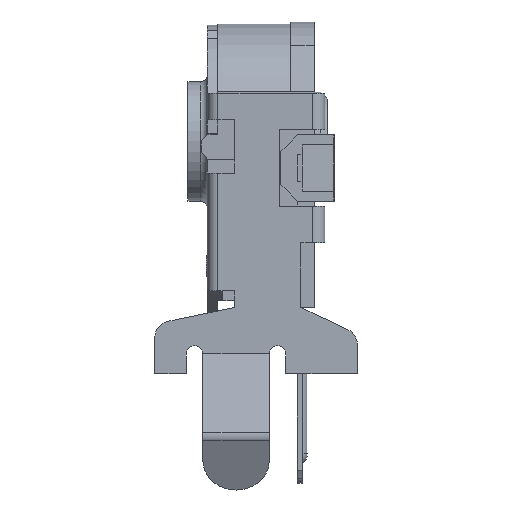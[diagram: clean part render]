
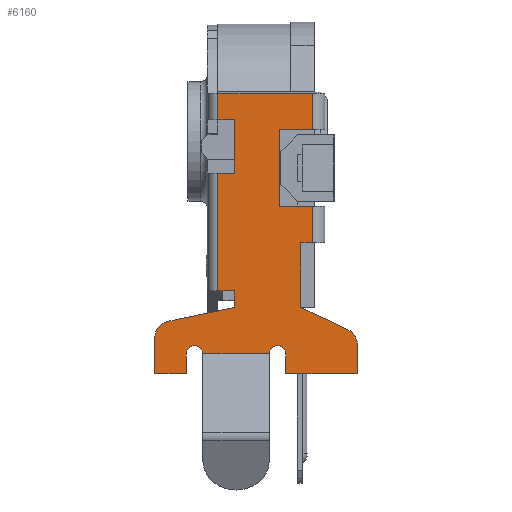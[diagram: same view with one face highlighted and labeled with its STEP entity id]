
A CAD part, left-side view. The second image highlights one B-rep face of the part: STEP entity #6160.
In plain terms, the highlighted planar face has unit normal (-1, 0, 0).
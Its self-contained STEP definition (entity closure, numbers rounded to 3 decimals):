
#76=PLANE('',#6546);
#352=FACE_OUTER_BOUND('',#683,.T.);
#683=EDGE_LOOP('',(#4248,#4249,#4250,#4251,#4252,#4253,#4254,#4255,#4256,
#4257,#4258,#4259,#4260,#4261,#4262,#4263,#4264,#4265,#4266,#4267,#4268,
#4269,#4270,#4271,#4272,#4273,#4274,#4275));
#1177=LINE('',#9064,#1908);
#1178=LINE('',#9066,#1909);
#1179=LINE('',#9068,#1910);
#1180=LINE('',#9070,#1911);
#1181=LINE('',#9072,#1912);
#1182=LINE('',#9074,#1913);
#1183=LINE('',#9076,#1914);
#1184=LINE('',#9078,#1915);
#1185=LINE('',#9080,#1916);
#1186=LINE('',#9082,#1917);
#1187=LINE('',#9084,#1918);
#1188=LINE('',#9086,#1919);
#1189=LINE('',#9088,#1920);
#1190=LINE('',#9090,#1921);
#1191=LINE('',#9092,#1922);
#1192=LINE('',#9096,#1923);
#1193=LINE('',#9098,#1924);
#1194=LINE('',#9100,#1925);
#1195=LINE('',#9104,#1926);
#1196=LINE('',#9108,#1927);
#1197=LINE('',#9110,#1928);
#1198=LINE('',#9112,#1929);
#1199=LINE('',#9116,#1930);
#1200=LINE('',#9117,#1931);
#1908=VECTOR('',#7280,1000.);
#1909=VECTOR('',#7281,1000.);
#1910=VECTOR('',#7282,1000.);
#1911=VECTOR('',#7283,1000.);
#1912=VECTOR('',#7284,1000.);
#1913=VECTOR('',#7285,1000.);
#1914=VECTOR('',#7286,1000.);
#1915=VECTOR('',#7287,1000.);
#1916=VECTOR('',#7288,1000.);
#1917=VECTOR('',#7289,1000.);
#1918=VECTOR('',#7290,1000.);
#1919=VECTOR('',#7291,1000.);
#1920=VECTOR('',#7292,1000.);
#1921=VECTOR('',#7293,1000.);
#1922=VECTOR('',#7294,1000.);
#1923=VECTOR('',#7297,1000.);
#1924=VECTOR('',#7298,1000.);
#1925=VECTOR('',#7299,1000.);
#1926=VECTOR('',#7302,1000.);
#1927=VECTOR('',#7305,1000.);
#1928=VECTOR('',#7306,1000.);
#1929=VECTOR('',#7307,1000.);
#1930=VECTOR('',#7310,1000.);
#1931=VECTOR('',#7311,1000.);
#2494=CIRCLE('',#6547,0.5);
#2495=CIRCLE('',#6548,0.25);
#2496=CIRCLE('',#6549,0.25);
#2497=CIRCLE('',#6550,0.5);
#2793=VERTEX_POINT('',#9062);
#2794=VERTEX_POINT('',#9063);
#2795=VERTEX_POINT('',#9065);
#2796=VERTEX_POINT('',#9067);
#2797=VERTEX_POINT('',#9069);
#2798=VERTEX_POINT('',#9071);
#2799=VERTEX_POINT('',#9073);
#2800=VERTEX_POINT('',#9075);
#2801=VERTEX_POINT('',#9077);
#2802=VERTEX_POINT('',#9079);
#2803=VERTEX_POINT('',#9081);
#2804=VERTEX_POINT('',#9083);
#2805=VERTEX_POINT('',#9085);
#2806=VERTEX_POINT('',#9087);
#2807=VERTEX_POINT('',#9089);
#2808=VERTEX_POINT('',#9091);
#2809=VERTEX_POINT('',#9093);
#2810=VERTEX_POINT('',#9095);
#2811=VERTEX_POINT('',#9097);
#2812=VERTEX_POINT('',#9099);
#2813=VERTEX_POINT('',#9101);
#2814=VERTEX_POINT('',#9103);
#2815=VERTEX_POINT('',#9105);
#2816=VERTEX_POINT('',#9107);
#2817=VERTEX_POINT('',#9109);
#2818=VERTEX_POINT('',#9111);
#2819=VERTEX_POINT('',#9113);
#2820=VERTEX_POINT('',#9115);
#3360=EDGE_CURVE('',#2793,#2794,#1177,.T.);
#3361=EDGE_CURVE('',#2793,#2795,#1178,.T.);
#3362=EDGE_CURVE('',#2796,#2795,#1179,.T.);
#3363=EDGE_CURVE('',#2797,#2796,#1180,.T.);
#3364=EDGE_CURVE('',#2798,#2797,#1181,.T.);
#3365=EDGE_CURVE('',#2798,#2799,#1182,.T.);
#3366=EDGE_CURVE('',#2800,#2799,#1183,.T.);
#3367=EDGE_CURVE('',#2800,#2801,#1184,.T.);
#3368=EDGE_CURVE('',#2801,#2802,#1185,.T.);
#3369=EDGE_CURVE('',#2803,#2802,#1186,.T.);
#3370=EDGE_CURVE('',#2804,#2803,#1187,.T.);
#3371=EDGE_CURVE('',#2804,#2805,#1188,.T.);
#3372=EDGE_CURVE('',#2805,#2806,#1189,.T.);
#3373=EDGE_CURVE('',#2807,#2806,#1190,.T.);
#3374=EDGE_CURVE('',#2808,#2807,#1191,.T.);
#3375=EDGE_CURVE('',#2809,#2808,#2494,.T.);
#3376=EDGE_CURVE('',#2810,#2809,#1192,.T.);
#3377=EDGE_CURVE('',#2811,#2810,#1193,.T.);
#3378=EDGE_CURVE('',#2812,#2811,#1194,.T.);
#3379=EDGE_CURVE('',#2813,#2812,#2495,.T.);
#3380=EDGE_CURVE('',#2813,#2814,#1195,.T.);
#3381=EDGE_CURVE('',#2815,#2814,#2496,.T.);
#3382=EDGE_CURVE('',#2816,#2815,#1196,.T.);
#3383=EDGE_CURVE('',#2817,#2816,#1197,.T.);
#3384=EDGE_CURVE('',#2818,#2817,#1198,.T.);
#3385=EDGE_CURVE('',#2819,#2818,#2497,.T.);
#3386=EDGE_CURVE('',#2820,#2819,#1199,.T.);
#3387=EDGE_CURVE('',#2794,#2820,#1200,.T.);
#4248=ORIENTED_EDGE('',*,*,#3360,.F.);
#4249=ORIENTED_EDGE('',*,*,#3361,.T.);
#4250=ORIENTED_EDGE('',*,*,#3362,.F.);
#4251=ORIENTED_EDGE('',*,*,#3363,.F.);
#4252=ORIENTED_EDGE('',*,*,#3364,.F.);
#4253=ORIENTED_EDGE('',*,*,#3365,.T.);
#4254=ORIENTED_EDGE('',*,*,#3366,.F.);
#4255=ORIENTED_EDGE('',*,*,#3367,.T.);
#4256=ORIENTED_EDGE('',*,*,#3368,.T.);
#4257=ORIENTED_EDGE('',*,*,#3369,.F.);
#4258=ORIENTED_EDGE('',*,*,#3370,.F.);
#4259=ORIENTED_EDGE('',*,*,#3371,.T.);
#4260=ORIENTED_EDGE('',*,*,#3372,.T.);
#4261=ORIENTED_EDGE('',*,*,#3373,.F.);
#4262=ORIENTED_EDGE('',*,*,#3374,.F.);
#4263=ORIENTED_EDGE('',*,*,#3375,.F.);
#4264=ORIENTED_EDGE('',*,*,#3376,.F.);
#4265=ORIENTED_EDGE('',*,*,#3377,.F.);
#4266=ORIENTED_EDGE('',*,*,#3378,.F.);
#4267=ORIENTED_EDGE('',*,*,#3379,.F.);
#4268=ORIENTED_EDGE('',*,*,#3380,.T.);
#4269=ORIENTED_EDGE('',*,*,#3381,.F.);
#4270=ORIENTED_EDGE('',*,*,#3382,.F.);
#4271=ORIENTED_EDGE('',*,*,#3383,.F.);
#4272=ORIENTED_EDGE('',*,*,#3384,.F.);
#4273=ORIENTED_EDGE('',*,*,#3385,.F.);
#4274=ORIENTED_EDGE('',*,*,#3386,.F.);
#4275=ORIENTED_EDGE('',*,*,#3387,.F.);
#6160=ADVANCED_FACE('',(#352),#76,.F.);
#6546=AXIS2_PLACEMENT_3D('',#9061,#7278,#7279);
#6547=AXIS2_PLACEMENT_3D('',#9094,#7295,#7296);
#6548=AXIS2_PLACEMENT_3D('',#9102,#7300,#7301);
#6549=AXIS2_PLACEMENT_3D('',#9106,#7303,#7304);
#6550=AXIS2_PLACEMENT_3D('',#9114,#7308,#7309);
#7278=DIRECTION('center_axis',(1.,0.,0.));
#7279=DIRECTION('ref_axis',(0.,0.,
-1.));
#7280=DIRECTION('',(0.,1.,0.));
#7281=DIRECTION('',(0.,0.,1.));
#7282=DIRECTION('',(0.,-1.,0.));
#7283=DIRECTION('',(0.,0.,-1.));
#7284=DIRECTION('',(0.,1.,0.));
#7285=DIRECTION('',(0.,0.,1.));
#7286=DIRECTION('',(0.,-1.,0.));
#7287=DIRECTION('',(0.,0.,-1.));
#7288=DIRECTION('',(0.,-1.,0.));
#7289=DIRECTION('',(0.,0.,1.));
#7290=DIRECTION('',(0.,-1.,0.));
#7291=DIRECTION('',(0.,0.,-1.));
#7292=DIRECTION('',(0.,-1.,0.));
#7293=DIRECTION('',(0.,0.,1.));
#7294=DIRECTION('',(0.,-0.979,0.204));
#7295=DIRECTION('center_axis',(1.,0.,0.));
#7296=DIRECTION('ref_axis',(0.,0.,
-1.));
#7297=DIRECTION('',(0.,0.,1.));
#7298=DIRECTION('',(0.,1.,0.));
#7299=DIRECTION('',(0.,0.,-1.));
#7300=DIRECTION('center_axis',(-1.,0.,0.));
#7301=DIRECTION('ref_axis',(0.,0.,1.));
#7302=DIRECTION('',(0.,-1.,0.));
#7303=DIRECTION('center_axis',(-1.,0.,0.));
#7304=DIRECTION('ref_axis',(0.,0.,1.));
#7305=DIRECTION('',(0.,0.,1.));
#7306=DIRECTION('',(0.,1.,0.));
#7307=DIRECTION('',(0.,0.,-1.));
#7308=DIRECTION('center_axis',(1.,0.,0.));
#7309=DIRECTION('ref_axis',(0.,0.,
-1.));
#7310=DIRECTION('',(0.,-0.905,-0.426));
#7311=DIRECTION('',(0.,0.,-1.));
#9061=CARTESIAN_POINT('Origin',(-4.75,2.92,8.45));
#9062=CARTESIAN_POINT('',(-4.75,-0.251,3.95));
#9063=CARTESIAN_POINT('',(-4.75,0.1,3.95));
#9064=CARTESIAN_POINT('',(-4.75,-2.15,3.95));
#9065=CARTESIAN_POINT('',(-4.75,-0.251,5.05));
#9066=CARTESIAN_POINT('',(-4.75,-0.251,8.45));
#9067=CARTESIAN_POINT('',(-4.75,0.75,5.05));
#9068=CARTESIAN_POINT('',(-4.75,0.75,5.05));
#9069=CARTESIAN_POINT('',(-4.75,0.75,7.35));
#9070=CARTESIAN_POINT('',(-4.75,0.75,7.35));
#9071=CARTESIAN_POINT('',(-4.75,-0.251,7.35));
#9072=CARTESIAN_POINT('',(-4.75,-2.15,7.35));
#9073=CARTESIAN_POINT('',(-4.75,-0.251,8.45));
#9074=CARTESIAN_POINT('',(-4.75,-0.251,8.45));
#9075=CARTESIAN_POINT('',(-4.75,2.599,8.45));
#9076=CARTESIAN_POINT('',(-4.75,2.92,8.45));
#9077=CARTESIAN_POINT('',(-4.75,2.599,7.65));
#9078=CARTESIAN_POINT('',(-4.75,2.599,8.45));
#9079=CARTESIAN_POINT('',(-4.75,2.1,7.65));
#9080=CARTESIAN_POINT('',(-4.75,2.92,7.65));
#9081=CARTESIAN_POINT('',(-4.75,2.1,6.05));
#9082=CARTESIAN_POINT('',(-4.75,2.1,6.05));
#9083=CARTESIAN_POINT('',(-4.75,2.599,6.05));
#9084=CARTESIAN_POINT('',(-4.75,2.92,6.05));
#9085=CARTESIAN_POINT('',(-4.75,2.599,2.5));
#9086=CARTESIAN_POINT('',(-4.75,2.599,6.05));
#9087=CARTESIAN_POINT('',(-4.75,2.1,2.5));
#9088=CARTESIAN_POINT('',(-4.75,2.92,2.5));
#9089=CARTESIAN_POINT('',(-4.75,2.1,2.));
#9090=CARTESIAN_POINT('',(-4.75,2.1,2.));
#9091=CARTESIAN_POINT('',(-4.75,4.102,1.583));
#9092=CARTESIAN_POINT('',(-4.75,4.102,1.583));
#9093=CARTESIAN_POINT('',(-4.75,4.5,1.093));
#9094=CARTESIAN_POINT('Origin',(-4.75,4.,1.093));
#9095=CARTESIAN_POINT('',(-4.75,4.5,0.));
#9096=CARTESIAN_POINT('',(-4.75,4.5,0.));
#9097=CARTESIAN_POINT('',(-4.75,3.55,0.));
#9098=CARTESIAN_POINT('',(-4.75,3.55,0.));
#9099=CARTESIAN_POINT('',(-4.75,3.55,0.6));
#9100=CARTESIAN_POINT('',(-4.75,3.55,0.6));
#9101=CARTESIAN_POINT('',(-4.75,3.05,0.6));
#9102=CARTESIAN_POINT('Origin',(-4.75,3.3,0.6));
#9103=CARTESIAN_POINT('',(-4.75,1.05,0.6));
#9104=CARTESIAN_POINT('',(-4.75,3.05,0.6));
#9105=CARTESIAN_POINT('',(-4.75,0.55,0.6));
#9106=CARTESIAN_POINT('Origin',(-4.75,0.8,0.6));
#9107=CARTESIAN_POINT('',(-4.75,0.55,0.));
#9108=CARTESIAN_POINT('',(-4.75,0.55,0.));
#9109=CARTESIAN_POINT('',(-4.75,-1.6,0.));
#9110=CARTESIAN_POINT('',(-4.75,-1.6,0.));
#9111=CARTESIAN_POINT('',(-4.75,-1.6,0.883));
#9112=CARTESIAN_POINT('',(-4.75,-1.6,0.883));
#9113=CARTESIAN_POINT('',(-4.75,-1.313,1.335));
#9114=CARTESIAN_POINT('Origin',(-4.75,-1.1,0.883));
#9115=CARTESIAN_POINT('',(-4.75,0.1,2.));
#9116=CARTESIAN_POINT('',(-4.75,0.1,2.));
#9117=CARTESIAN_POINT('',(-4.75,0.1,3.95));
